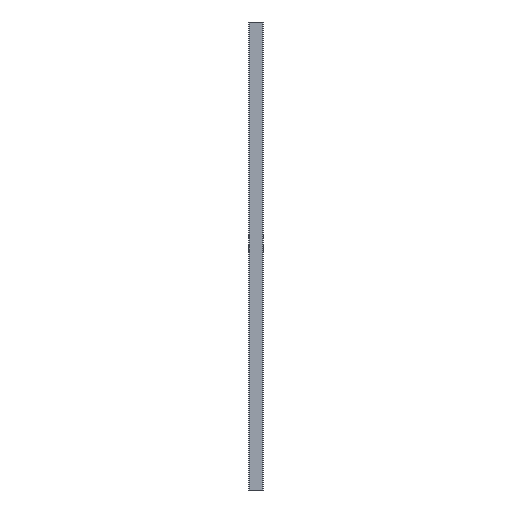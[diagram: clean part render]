
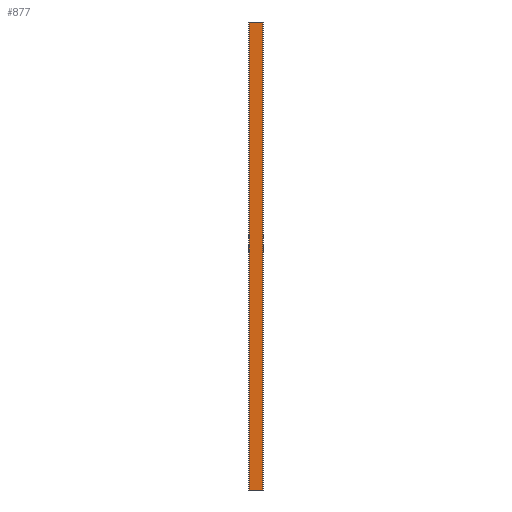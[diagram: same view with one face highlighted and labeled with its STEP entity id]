
A CAD part, left-side view. The second image highlights one B-rep face of the part: STEP entity #877.
In plain terms, the highlighted planar face has unit normal (-1, 0, 0).
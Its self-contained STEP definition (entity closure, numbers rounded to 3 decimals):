
#22 = EDGE_CURVE ( 'NONE', #164, #1872, #1791, .T. ) ;
#57 = CARTESIAN_POINT ( 'NONE',  ( -7.5, -14.5, 0. ) ) ;
#88 = DIRECTION ( 'NONE',  ( 0., -1., 0. ) ) ;
#164 = VERTEX_POINT ( 'NONE', #381 ) ;
#381 = CARTESIAN_POINT ( 'NONE',  ( -7.5, 14.5, 0. ) ) ;
#468 = DIRECTION ( 'NONE',  ( 1., 0., 0. ) ) ;
#618 = VECTOR ( 'NONE', #1768, 1000. ) ;
#651 = VECTOR ( 'NONE', #88, 1000. ) ;
#707 = CARTESIAN_POINT ( 'NONE',  ( -7.5, 14.5, 1000. ) ) ;
#718 = EDGE_CURVE ( 'NONE', #2006, #1872, #1303, .T. ) ;
#843 = CARTESIAN_POINT ( 'NONE',  ( -7.5, 0., 0. ) ) ;
#858 = AXIS2_PLACEMENT_3D ( 'NONE', #1468, #468, #1577 ) ;
#877 = ADVANCED_FACE ( 'NONE', ( #939 ), #974, .F. ) ;
#939 = FACE_OUTER_BOUND ( 'NONE', #1336, .T. ) ;
#965 = ORIENTED_EDGE ( 'NONE', *, *, #22, .T. ) ;
#974 = PLANE ( 'NONE',  #858 ) ;
#1030 = LINE ( 'NONE', #1835, #1247 ) ;
#1058 = EDGE_CURVE ( 'NONE', #1153, #164, #1030, .T. ) ;
#1091 = DIRECTION ( 'NONE',  ( 0., 0., -1. ) ) ;
#1153 = VERTEX_POINT ( 'NONE', #707 ) ;
#1247 = VECTOR ( 'NONE', #1339, 1000. ) ;
#1300 = ORIENTED_EDGE ( 'NONE', *, *, #1058, .T. ) ;
#1303 = LINE ( 'NONE', #1906, #1824 ) ;
#1336 = EDGE_LOOP ( 'NONE', ( #965, #1913, #1622, #1300 ) ) ;
#1339 = DIRECTION ( 'NONE',  ( 0., 0., -1. ) ) ;
#1468 = CARTESIAN_POINT ( 'NONE',  ( -7.5, 0., 1000. ) ) ;
#1577 = DIRECTION ( 'NONE',  ( 0., 0., -1. ) ) ;
#1622 = ORIENTED_EDGE ( 'NONE', *, *, #1625, .F. ) ;
#1625 = EDGE_CURVE ( 'NONE', #1153, #2006, #1995, .T. ) ;
#1709 = CARTESIAN_POINT ( 'NONE',  ( -7.5, -14.5, 1000. ) ) ;
#1719 = CARTESIAN_POINT ( 'NONE',  ( -7.5, 0., 1000. ) ) ;
#1768 = DIRECTION ( 'NONE',  ( 0., -1., 0. ) ) ;
#1791 = LINE ( 'NONE', #843, #618 ) ;
#1824 = VECTOR ( 'NONE', #1091, 1000. ) ;
#1835 = CARTESIAN_POINT ( 'NONE',  ( -7.5, 14.5, 1000. ) ) ;
#1872 = VERTEX_POINT ( 'NONE', #57 ) ;
#1906 = CARTESIAN_POINT ( 'NONE',  ( -7.5, -14.5, 1000. ) ) ;
#1913 = ORIENTED_EDGE ( 'NONE', *, *, #718, .F. ) ;
#1995 = LINE ( 'NONE', #1719, #651 ) ;
#2006 = VERTEX_POINT ( 'NONE', #1709 ) ;
